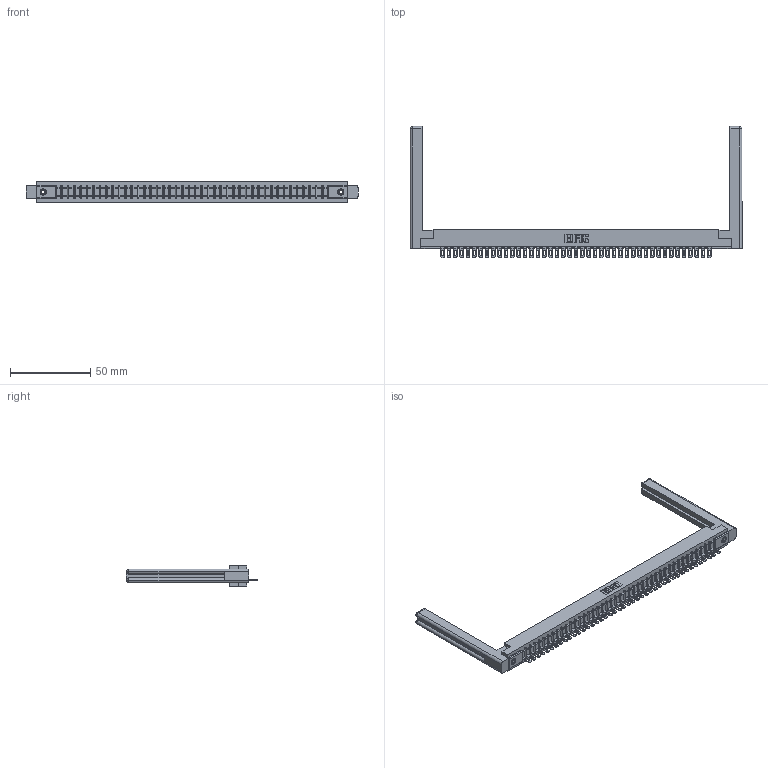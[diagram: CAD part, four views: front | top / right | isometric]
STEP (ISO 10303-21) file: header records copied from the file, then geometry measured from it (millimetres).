
FILE_DESCRIPTION (( 'STEP AP203' ), '1' );
FILE_NAME ('357-043-401-158.STEP', '2020-10-03T13:06:10', ( '' ), ( '' ), 'SwSTEP 2.0', 'SolidWorks 2020', '' );
FILE_SCHEMA (( 'CONFIG_CONTROL_DESIGN' ));
Length unit declared in the file: inch
Products named in the file (5): 357-043-401-158; 307 Part_.156 Dia Mounting Holes; 307-220-058; 307-290-002_501; 345-250-001_345-250-001-102
Assembly tree (48 placements, depth 2):
  357-043-401-158
    307 Part_.156 Dia Mounting Holes
    307-290-002_501  x43
    307-220-058  x2
    345-250-001_345-250-001-102  x2
Bounding box: 207.01 x 81.74 x 12.7 mm (x, y, z)
Volume: 29317.8 mm3; surface area: 33054.4 mm2
Topology: 48 solids, 48 shells, 3572 faces, 10911 edges, 7142 vertices
Faces by surface type: plane 2046, cylinder 1414, sphere 88, torus 12, cone 12
Entity records: 40167 total; most frequent: CARTESIAN_POINT 6783, ORIENTED_EDGE 6712, DIRECTION 6554, EDGE_CURVE 3356, LINE 2564, VECTOR 2564, VERTEX_POINT 2170, AXIS2_PLACEMENT_3D 1995
